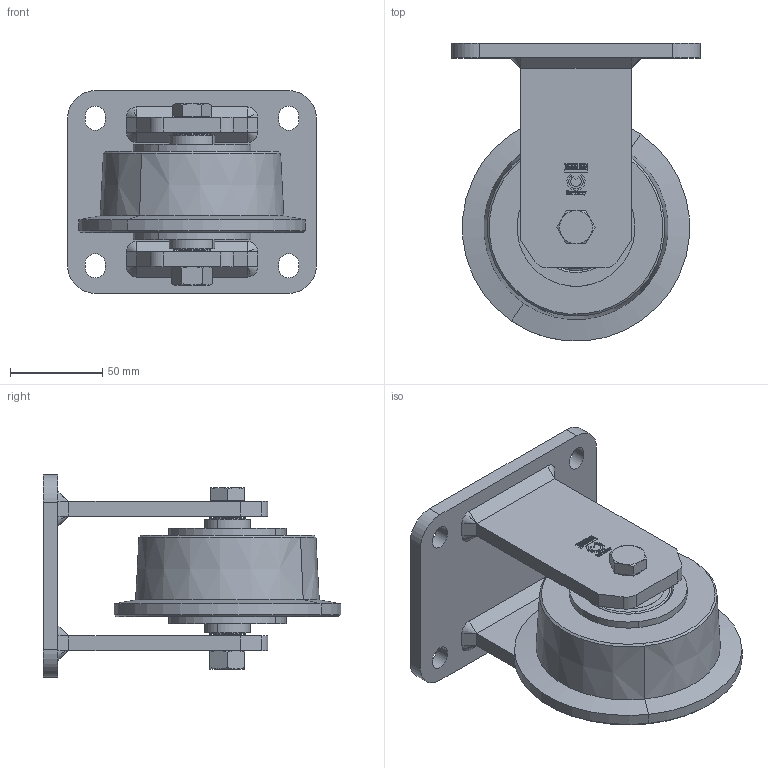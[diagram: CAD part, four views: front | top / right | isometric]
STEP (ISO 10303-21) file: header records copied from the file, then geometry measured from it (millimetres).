
FILE_DESCRIPTION (( 'STEP AP214' ), '1' );
FILE_NAME ('0015385_B-HB-SPG-100-K_(A-01).step', '2019-02-21T09:30:50', ( '' ), ( '' ), 'SwSTEP 2.0', 'SolidWorks 2018', '' );
FILE_SCHEMA (( 'AUTOMOTIVE_DESIGN' ));
Length unit declared in the file: millimetre
Products named in the file (1): 0015385_B-HB-SPG-100-K_(A-01)
Bounding box: 135 x 161.54 x 110 mm (x, y, z)
Volume: 607706.5 mm3; surface area: 147426.7 mm2
Topology: 13 solids, 17 shells, 756 faces, 1907 edges, 1232 vertices
Faces by surface type: plane 369, bspline 220, cylinder 97, cone 36, torus 34
Entity records: 35433 total; most frequent: CARTESIAN_POINT 10120, ORIENTED_EDGE 3798, DIRECTION 2799, EDGE_CURVE 1899, VERTEX_POINT 1232, LINE 1137, VECTOR 1137, EDGE_LOOP 849
